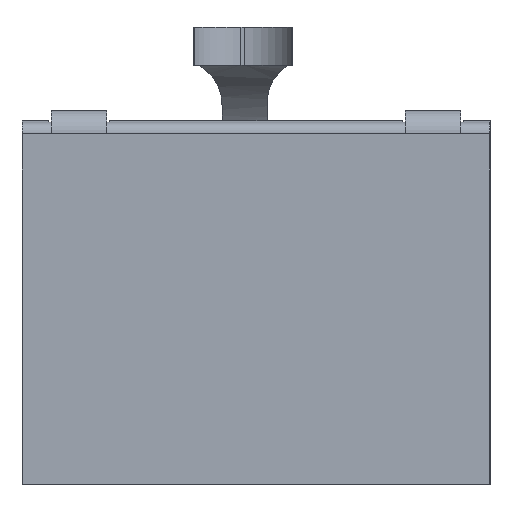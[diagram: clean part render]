
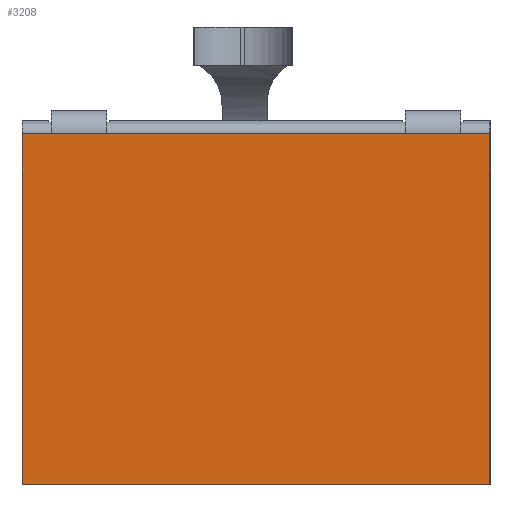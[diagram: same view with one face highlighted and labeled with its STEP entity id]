
A CAD part, left-side view. The second image highlights one B-rep face of the part: STEP entity #3208.
In plain terms, the highlighted planar face has unit normal (-1, 0, 0).
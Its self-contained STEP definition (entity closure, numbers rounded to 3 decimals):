
#254=FACE_OUTER_BOUND('',#420,.T.);
#420=EDGE_LOOP('',(#2562,#2563,#2564,#2565,#2566));
#792=LINE('',#4983,#1111);
#799=LINE('',#5000,#1118);
#803=LINE('',#5011,#1122);
#805=LINE('',#5017,#1124);
#808=LINE('',#5025,#1127);
#1111=VECTOR('',#4076,10.);
#1118=VECTOR('',#4089,10.);
#1122=VECTOR('',#4103,10.);
#1124=VECTOR('',#4111,10.);
#1127=VECTOR('',#4122,10.);
#1409=VERTEX_POINT('',#4980);
#1410=VERTEX_POINT('',#4982);
#1415=VERTEX_POINT('',#4996);
#1417=VERTEX_POINT('',#4999);
#1419=VERTEX_POINT('',#5009);
#1809=EDGE_CURVE('',#1410,#1409,#792,.T.);
#1817=EDGE_CURVE('',#1415,#1417,#799,.T.);
#1824=EDGE_CURVE('',#1419,#1415,#803,.T.);
#1828=EDGE_CURVE('',#1417,#1409,#805,.T.);
#1832=EDGE_CURVE('',#1419,#1410,#808,.T.);
#2562=ORIENTED_EDGE('',*,*,#1809,.T.);
#2563=ORIENTED_EDGE('',*,*,#1828,.F.);
#2564=ORIENTED_EDGE('',*,*,#1817,.F.);
#2565=ORIENTED_EDGE('',*,*,#1824,.F.);
#2566=ORIENTED_EDGE('',*,*,#1832,.T.);
#3089=PLANE('',#3489);
#3208=ADVANCED_FACE('',(#254),#3089,.T.);
#3489=AXIS2_PLACEMENT_3D('',#5024,#4120,#4121);
#4076=DIRECTION('',(0.,0.,1.));
#4089=DIRECTION('',(0.,-1.,0.));
#4103=DIRECTION('',(0.,0.,1.));
#4111=DIRECTION('',(0.,-1.,0.));
#4120=DIRECTION('center_axis',(-1.,0.,0.));
#4121=DIRECTION('ref_axis',(0.,0.,1.));
#4122=DIRECTION('',(0.,-1.,0.));
#4980=CARTESIAN_POINT('',(-4.,-70.,0.));
#4982=CARTESIAN_POINT('',(-4.,-70.,-60.));
#4983=CARTESIAN_POINT('',(-4.,-70.,0.));
#4996=CARTESIAN_POINT('',(-4.,10.,0.));
#4999=CARTESIAN_POINT('',(-4.,5.,0.));
#5000=CARTESIAN_POINT('',(-4.,0.,0.));
#5009=CARTESIAN_POINT('',(-4.,10.,-60.));
#5011=CARTESIAN_POINT('',(-4.,10.,-3.464));
#5017=CARTESIAN_POINT('',(-4.,0.,0.));
#5024=CARTESIAN_POINT('Origin',(-4.,0.,-60.));
#5025=CARTESIAN_POINT('',(-4.,0.,-60.));
